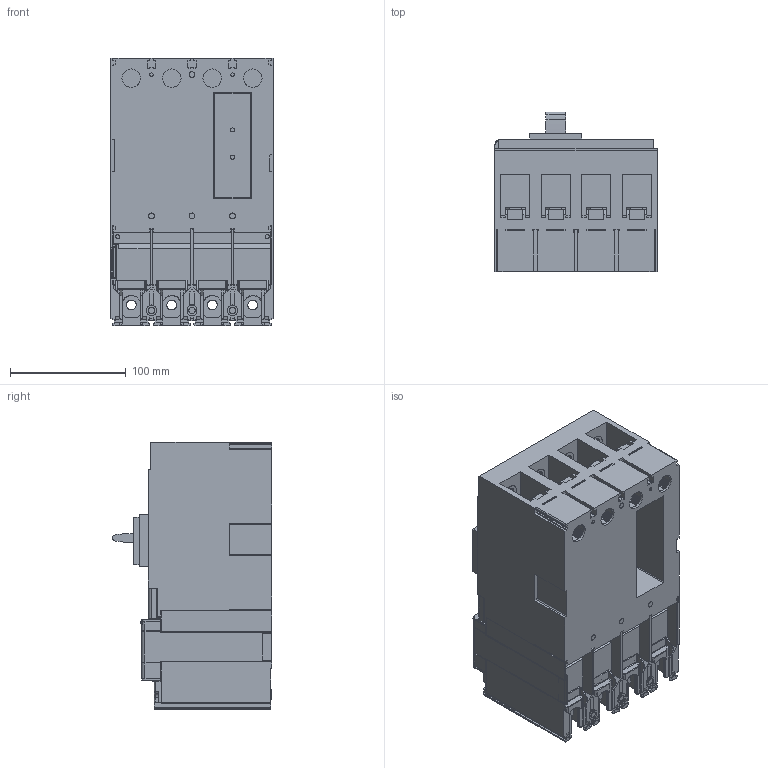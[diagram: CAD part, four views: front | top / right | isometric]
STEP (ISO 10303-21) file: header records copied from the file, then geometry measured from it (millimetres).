
FILE_DESCRIPTION(('CATIA V5 STEP Exchange','CAx-IF Rec.Pracs.--- Model Styling and Organization---1.2---2011-12-15'),'2;1');
FILE_NAME('1sdh001295r0801.stp','2021-04-07T14:51:29+00:00',('none'),('none'),'CATIA Version 5-6 Release 2014','CATIA V5 STEP AP214','none');
FILE_SCHEMA(('AUTOMOTIVE_DESIGN { 1 0 10303 214 1 1 1 1 }'));
Products named in the file (1): 1SDH001295R0801
Bounding box: 140 x 137.77 x 230.75 mm (x, y, z)
Volume: 2937449.6 mm3; surface area: 265080.1 mm2
Topology: 1 solids, 9 shells, 3307 faces, 9523 edges, 6263 vertices
Faces by surface type: plane 2766, cylinder 445, torus 50, sphere 32, cone 8, bspline 4, extrusion 2
Entity records: 111630 total; most frequent: CARTESIAN_POINT 24308, ORIENTED_EDGE 18982, DIRECTION 15699, EDGE_CURVE 9491, VECTOR 8349, LINE 8347, VERTEX_POINT 6263, AXIS2_PLACEMENT_3D 4050
